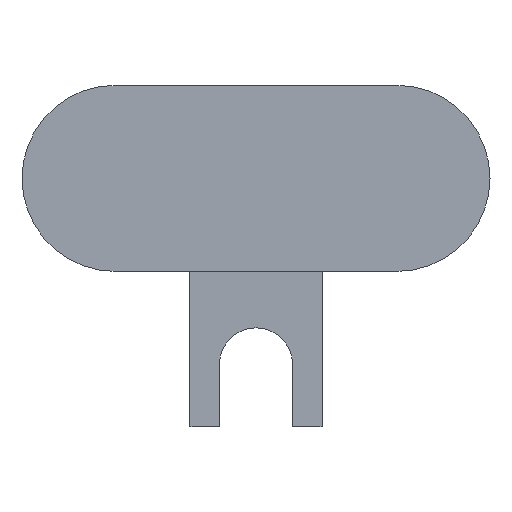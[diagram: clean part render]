
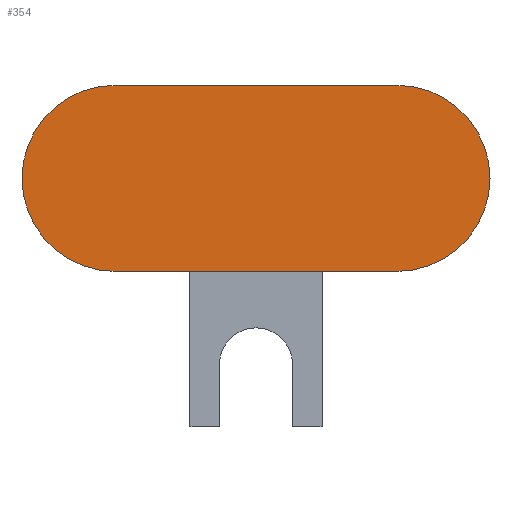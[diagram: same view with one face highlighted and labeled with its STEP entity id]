
A CAD part, front view. The second image highlights one B-rep face of the part: STEP entity #354.
In plain terms, the highlighted planar face has unit normal (0, -1, 0).
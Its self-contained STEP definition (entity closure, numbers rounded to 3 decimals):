
#1=DIRECTION('',(-1.,0.,0.));
#2=VECTOR('',#1,23.87);
#3=CARTESIAN_POINT('',(11.935,0.,-7.875));
#4=LINE('',#3,#2);
#5=CARTESIAN_POINT('',(-11.935,0.,0.));
#6=DIRECTION('',(0.,1.,0.));
#7=DIRECTION('',(0.,0.,-1.));
#8=AXIS2_PLACEMENT_3D('',#5,#6,#7);
#10=DIRECTION('',(1.,0.,0.));
#11=VECTOR('',#10,23.87);
#12=CARTESIAN_POINT('',(-11.935,0.,7.875));
#13=LINE('',#12,#11);
#14=CARTESIAN_POINT('',(11.935,0.,0.));
#15=DIRECTION('',(0.,1.,0.));
#16=DIRECTION('',(0.,0.,1.));
#17=AXIS2_PLACEMENT_3D('',#14,#15,#16);
#259=CARTESIAN_POINT('',(11.935,0.,-7.875));
#260=CARTESIAN_POINT('',(-11.935,0.,-7.875));
#261=VERTEX_POINT('',#259);
#262=VERTEX_POINT('',#260);
#263=CARTESIAN_POINT('',(-11.935,0.,7.875));
#264=VERTEX_POINT('',#263);
#265=CARTESIAN_POINT('',(11.935,0.,7.875));
#266=VERTEX_POINT('',#265);
#339=CARTESIAN_POINT('',(0.,0.,0.));
#340=DIRECTION('',(0.,1.,0.));
#341=DIRECTION('',(1.,0.,0.));
#342=AXIS2_PLACEMENT_3D('',#339,#340,#341);
#343=PLANE('',#342);
#345=ORIENTED_EDGE('',*,*,#344,.T.);
#347=ORIENTED_EDGE('',*,*,#346,.T.);
#349=ORIENTED_EDGE('',*,*,#348,.T.);
#351=ORIENTED_EDGE('',*,*,#350,.T.);
#352=EDGE_LOOP('',(#345,#347,#349,#351));
#353=FACE_OUTER_BOUND('',#352,.F.);
#9=CIRCLE('',#8,7.875);
#18=CIRCLE('',#17,7.875);
#344=EDGE_CURVE('',#261,#262,#4,.T.);
#346=EDGE_CURVE('',#262,#264,#9,.T.);
#348=EDGE_CURVE('',#264,#266,#13,.T.);
#350=EDGE_CURVE('',#266,#261,#18,.T.);
#354=ADVANCED_FACE('',(#353),#343,.F.);
